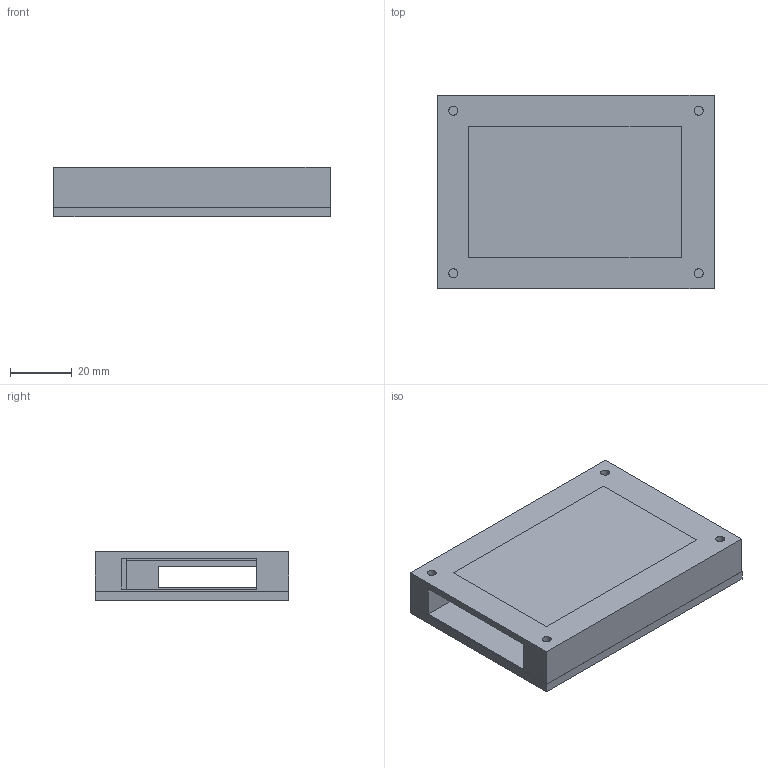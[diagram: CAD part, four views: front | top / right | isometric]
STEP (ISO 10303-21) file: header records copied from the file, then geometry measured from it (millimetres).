
FILE_DESCRIPTION(/* description */ (''),/* implementation_level */ '2;1');
FILE_NAME(/* name */ 'Hackpad-V2.step',/* time_stamp */ '2026-02-07T14:23:18+05:30',/* author */ (''),/* organization */ (''),/* preprocessor_version */ 'ST-DEVELOPER v20.1',/* originating_system */ 'Autodesk Translation Framework v14.24.0.0',/* authorisation */ '');
FILE_SCHEMA (('AUTOMOTIVE_DESIGN { 1 0 10303 214 3 1 1 }'));
Length unit declared in the file: millimetre
Products named in the file (1): 2026-02-06-20-46-08-013
Bounding box: 89.78 x 62.88 x 16 mm (x, y, z)
Volume: 50005.6 mm3; surface area: 31344.1 mm2
Topology: 3 solids, 3 shells, 72 faces, 204 edges, 136 vertices
Faces by surface type: plane 51, cylinder 21
Full cylindrical faces by diameter (mm): 2.9 x5
Entity records: 2409 total; most frequent: CARTESIAN_POINT 413, ORIENTED_EDGE 408, DIRECTION 392, EDGE_CURVE 204, LINE 162, VECTOR 162, VERTEX_POINT 136, AXIS2_PLACEMENT_3D 115
